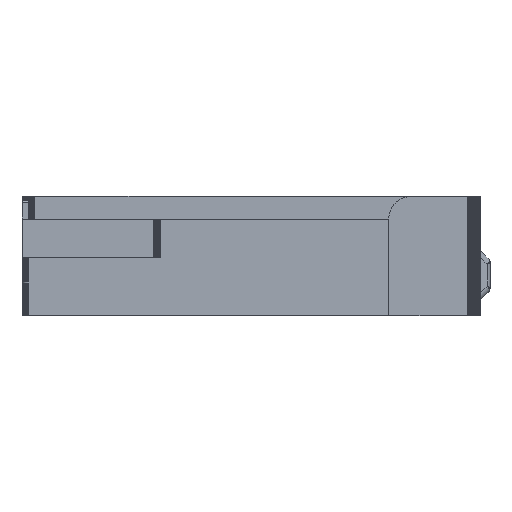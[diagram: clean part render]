
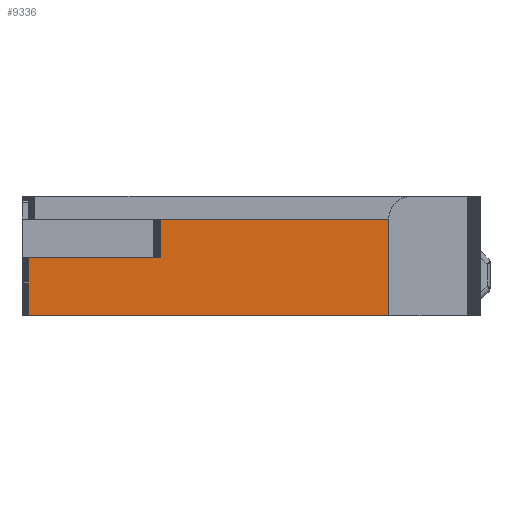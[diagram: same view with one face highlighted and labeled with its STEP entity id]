
A CAD part, front view. The second image highlights one B-rep face of the part: STEP entity #9336.
In plain terms, the highlighted planar face has unit normal (0, -1, 0).
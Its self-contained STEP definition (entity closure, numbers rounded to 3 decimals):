
#125=FACE_OUTER_BOUND('',#716,.T.);
#716=EDGE_LOOP('',(#6183,#6184,#6185,#6186,#6187,#6188));
#1317=LINE('',#13119,#2618);
#1412=LINE('',#13309,#2713);
#1414=LINE('',#13313,#2715);
#1415=LINE('',#13315,#2716);
#1416=LINE('',#13317,#2717);
#1417=LINE('',#13318,#2718);
#2618=VECTOR('',#10565,10.);
#2713=VECTOR('',#10690,10.);
#2715=VECTOR('',#10694,10.);
#2716=VECTOR('',#10695,10.);
#2717=VECTOR('',#10696,10.);
#2718=VECTOR('',#10697,10.);
#3919=VERTEX_POINT('',#13116);
#3920=VERTEX_POINT('',#13118);
#4000=VERTEX_POINT('',#13308);
#4001=VERTEX_POINT('',#13312);
#4002=VERTEX_POINT('',#13314);
#4003=VERTEX_POINT('',#13316);
#4696=EDGE_CURVE('',#3920,#3919,#1317,.T.);
#4791=EDGE_CURVE('',#4000,#3920,#1412,.T.);
#4793=EDGE_CURVE('',#4001,#3919,#1414,.T.);
#4794=EDGE_CURVE('',#4002,#4001,#1415,.T.);
#4795=EDGE_CURVE('',#4002,#4003,#1416,.T.);
#4796=EDGE_CURVE('',#4003,#4000,#1417,.T.);
#6183=ORIENTED_EDGE('',*,*,#4696,.T.);
#6184=ORIENTED_EDGE('',*,*,#4793,.F.);
#6185=ORIENTED_EDGE('',*,*,#4794,.F.);
#6186=ORIENTED_EDGE('',*,*,#4795,.T.);
#6187=ORIENTED_EDGE('',*,*,#4796,.T.);
#6188=ORIENTED_EDGE('',*,*,#4791,.T.);
#8774=PLANE('',#9941);
#9336=ADVANCED_FACE('',(#125),#8774,.T.);
#9941=AXIS2_PLACEMENT_3D('',#13311,#10692,#10693);
#10565=DIRECTION('',(1.,0.,0.));
#10690=DIRECTION('',(0.,0.,-1.));
#10692=DIRECTION('center_axis',(0.,-1.,0.));
#10693=DIRECTION('ref_axis',(0.,0.,-1.));
#10694=DIRECTION('',(0.,0.,-1.));
#10695=DIRECTION('',(1.,0.,0.));
#10696=DIRECTION('',(0.,0.,-1.));
#10697=DIRECTION('',(-1.,0.,0.));
#13116=CARTESIAN_POINT('',(199.,0.,-18.));
#13118=CARTESIAN_POINT('',(87.,0.,-18.));
#13119=CARTESIAN_POINT('',(178.5,0.,-18.));
#13308=CARTESIAN_POINT('',(87.,0.,0.));
#13309=CARTESIAN_POINT('',(87.,0.,-5.));
#13311=CARTESIAN_POINT('Origin',(178.5,0.,12.));
#13312=CARTESIAN_POINT('',(199.,0.,12.));
#13313=CARTESIAN_POINT('',(199.,0.,9.5));
#13314=CARTESIAN_POINT('',(128.,0.,12.));
#13315=CARTESIAN_POINT('',(158.,0.,12.));
#13316=CARTESIAN_POINT('',(128.,0.,0.));
#13317=CARTESIAN_POINT('',(128.,0.,12.));
#13318=CARTESIAN_POINT('',(128.,0.,0.));
